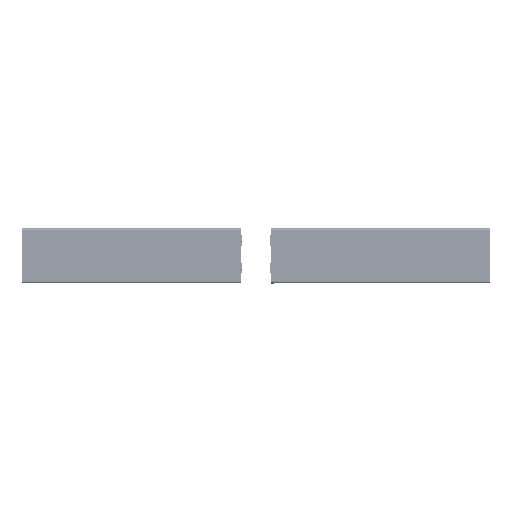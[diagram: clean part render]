
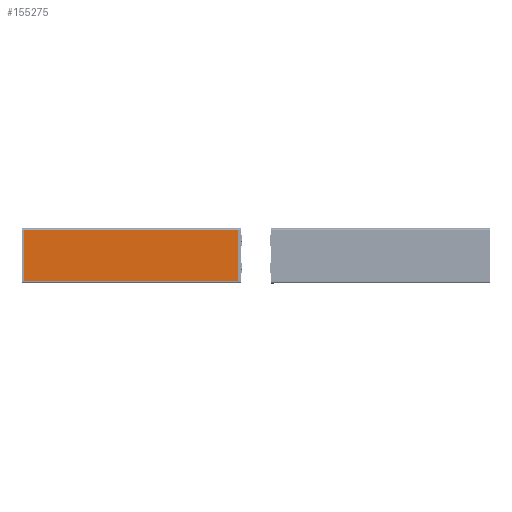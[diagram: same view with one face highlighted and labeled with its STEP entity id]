
A CAD part, left-side view. The second image highlights one B-rep face of the part: STEP entity #155275.
In plain terms, the highlighted planar face has unit normal (-1, 0, 0).
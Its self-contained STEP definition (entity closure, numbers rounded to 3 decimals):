
#4906=PLANE('',#166879);
#10337=FACE_OUTER_BOUND('',#19340,.T.);
#19340=EDGE_LOOP('',(#116615,#116616,#116617,#116618));
#30420=LINE('',#248574,#44680);
#30478=LINE('',#248793,#44738);
#30479=LINE('',#248796,#44739);
#30480=LINE('',#248797,#44740);
#44680=VECTOR('',#193898,1.);
#44738=VECTOR('',#194064,1.);
#44739=VECTOR('',#194067,1.);
#44740=VECTOR('',#194068,1.);
#68219=VERTEX_POINT('',#248571);
#68220=VERTEX_POINT('',#248573);
#68327=VERTEX_POINT('',#248791);
#68328=VERTEX_POINT('',#248795);
#86257=EDGE_CURVE('',#68219,#68220,#30420,.T.);
#86367=EDGE_CURVE('',#68327,#68220,#30478,.T.);
#86368=EDGE_CURVE('',#68328,#68327,#30479,.T.);
#86369=EDGE_CURVE('',#68328,#68219,#30480,.T.);
#116615=ORIENTED_EDGE('',*,*,#86368,.T.);
#116616=ORIENTED_EDGE('',*,*,#86367,.T.);
#116617=ORIENTED_EDGE('',*,*,#86257,.F.);
#116618=ORIENTED_EDGE('',*,*,#86369,.F.);
#155275=ADVANCED_FACE('',(#10337),#4906,.T.);
#166879=AXIS2_PLACEMENT_3D('',#248794,#194065,#194066);
#193898=DIRECTION('',(0.,0.,-1.));
#194064=DIRECTION('',(0.,-1.,0.));
#194065=DIRECTION('center_axis',(-1.,0.,0.));
#194066=DIRECTION('ref_axis',(0.,0.,-1.));
#194067=DIRECTION('',(0.,0.,-1.));
#194068=DIRECTION('',(0.,-1.,0.));
#248571=CARTESIAN_POINT('',(-414.45,1135.489,-75.634));
#248573=CARTESIAN_POINT('',(-414.45,1135.489,-173.634));
#248574=CARTESIAN_POINT('',(-414.45,1135.489,-75.634));
#248791=CARTESIAN_POINT('',(-414.45,1545.489,-173.634));
#248793=CARTESIAN_POINT('',(-414.45,1545.489,-173.634));
#248794=CARTESIAN_POINT('Origin',(-414.45,1545.489,-75.634));
#248795=CARTESIAN_POINT('',(-414.45,1545.489,-75.634));
#248796=CARTESIAN_POINT('',(-414.45,1545.489,-75.634));
#248797=CARTESIAN_POINT('',(-414.45,1545.489,-75.634));
